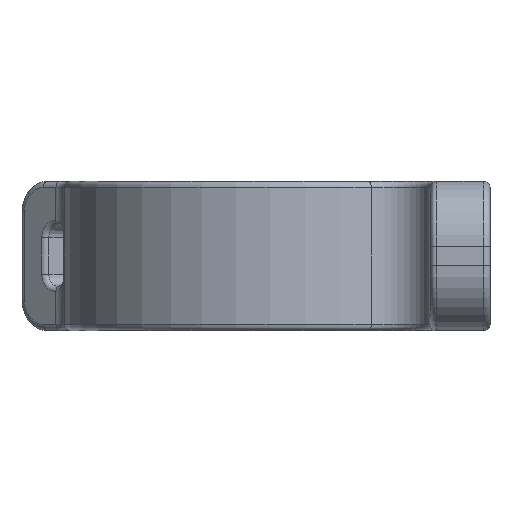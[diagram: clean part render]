
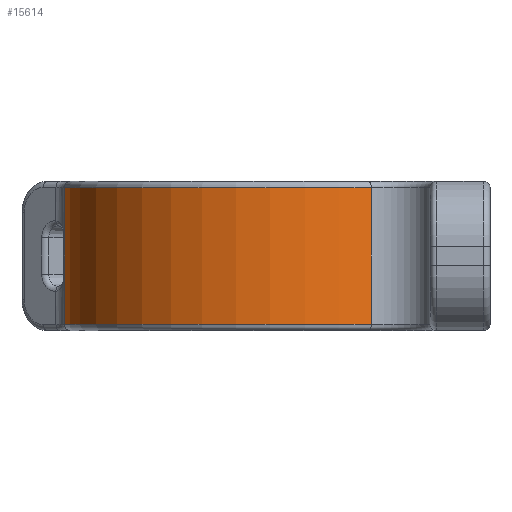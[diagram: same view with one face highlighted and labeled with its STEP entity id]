
A CAD part, left-side view. The second image highlights one B-rep face of the part: STEP entity #15614.
In plain terms, the highlighted cylindrical face has radius 20.7 mm (diameter 41.4 mm), a partial arc.
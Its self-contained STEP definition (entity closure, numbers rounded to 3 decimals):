
#255=CARTESIAN_POINT('',(0.,0.,-6.65));
#256=DIRECTION('',(0.,0.,-1.));
#257=DIRECTION('',(-0.897,-0.442,0.));
#258=AXIS2_PLACEMENT_3D('',#255,#256,#257);
#1187=CARTESIAN_POINT('',(0.,0.,6.65));
#1188=DIRECTION('',(0.,0.,1.));
#1189=DIRECTION('',(0.097,0.995,0.));
#1190=AXIS2_PLACEMENT_3D('',#1187,#1188,#1189);
#1281=DIRECTION('',(0.,0.,1.));
#1282=VECTOR('',#1281,13.3);
#1283=CARTESIAN_POINT('',(-18.567,-9.152,-6.65));
#1284=LINE('',#1283,#1282);
#1289=DIRECTION('',(0.,0.,1.));
#1290=VECTOR('',#1289,13.3);
#1291=CARTESIAN_POINT('',(2.006,20.603,-6.65));
#1292=LINE('',#1291,#1290);
#11897=CARTESIAN_POINT('',(-18.567,-9.152,-6.65));
#11898=CARTESIAN_POINT('',(-18.567,-9.152,6.65));
#11899=VERTEX_POINT('',#11897);
#11900=VERTEX_POINT('',#11898);
#11905=CARTESIAN_POINT('',(2.006,20.603,-6.65));
#11906=CARTESIAN_POINT('',(2.006,20.603,6.65));
#11907=VERTEX_POINT('',#11905);
#11908=VERTEX_POINT('',#11906);
#15602=CARTESIAN_POINT('',(0.,0.,-7.25));
#15603=DIRECTION('',(0.,0.,1.));
#15604=DIRECTION('',(1.,0.,0.));
#15605=AXIS2_PLACEMENT_3D('',#15602,#15603,#15604);
#15606=CYLINDRICAL_SURFACE('',#15605,20.7);
#15607=ORIENTED_EDGE('',*,*,#15594,.F.);
#15608=ORIENTED_EDGE('',*,*,#14317,.T.);
#15610=ORIENTED_EDGE('',*,*,#15609,.T.);
#15611=ORIENTED_EDGE('',*,*,#15507,.T.);
#15612=EDGE_LOOP('',(#15607,#15608,#15610,#15611));
#15613=FACE_OUTER_BOUND('',#15612,.F.);
#15614=ADVANCED_FACE('',(#15613),#15606,.T.);
#259=CIRCLE('',#258,20.7);
#1191=CIRCLE('',#1190,20.7);
#14317=EDGE_CURVE('',#11899,#11907,#259,.T.);
#15507=EDGE_CURVE('',#11908,#11900,#1191,.T.);
#15594=EDGE_CURVE('',#11899,#11900,#1284,.T.);
#15609=EDGE_CURVE('',#11907,#11908,#1292,.T.);
